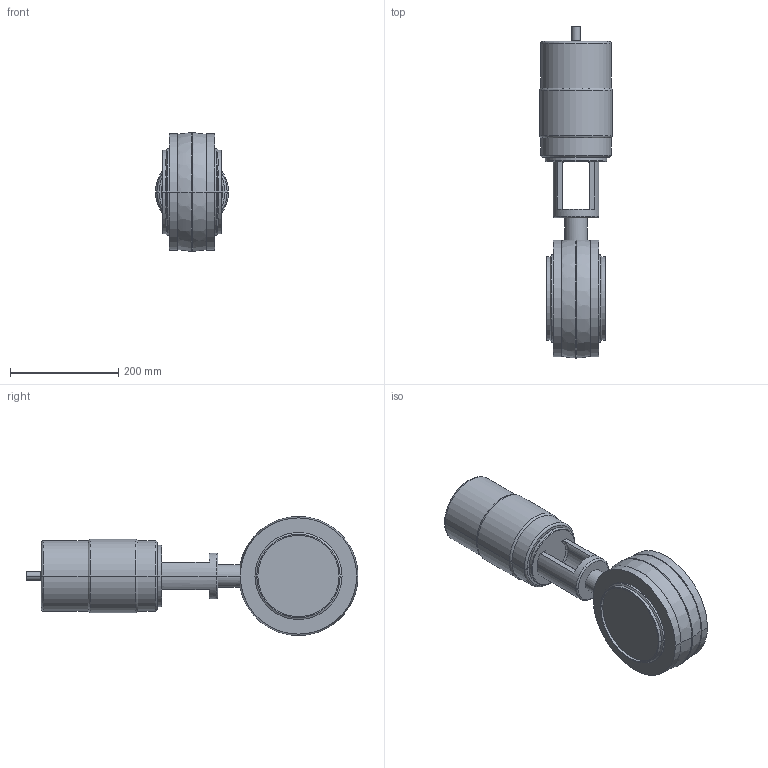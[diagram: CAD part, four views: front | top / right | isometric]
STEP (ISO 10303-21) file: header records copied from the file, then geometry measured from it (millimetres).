
FILE_DESCRIPTION(('OneSpaceDesigner STEP Export'),'2;1');
FILE_NAME('SVS1F-150-12S-DRAT-K125.stp','2007-05-29T10:53:31',(''),(''),'OneSpace Designer STEP processor for AP214 (Solid Model)','OneSpace Modeling 15.00 06-Feb-2007 (C) CoCreate Software GmbH','');
FILE_SCHEMA(('AUTOMOTIVE_DESIGN { 1 0 10303 214 1 1 1 1 }'));
Length unit declared in the file: millimetre
Products named in the file (2): SVS1F-150-12S-DRAT-K125; SVS1F-150-12S-DRAT-K125-vereint
Assembly tree (1 placements, depth 2):
  SVS1F-150-12S-DRAT-K125-vereint
    SVS1F-150-12S-DRAT-K125
Bounding box: 135 x 613.49 x 219.98 mm (x, y, z)
Volume: 6610366.2 mm3; surface area: 306739.5 mm2
Topology: 1 solids, 2 shells, 98 faces, 214 edges, 129 vertices
Faces by surface type: cylinder 38, torus 28, plane 22, cone 10
Entity records: 3724 total; most frequent: CARTESIAN_POINT 1817, ORIENTED_EDGE 428, DIRECTION 334, EDGE_CURVE 214, AXIS2_PLACEMENT_3D 138, VERTEX_POINT 129, EDGE_LOOP 111, FACE_OUTER_BOUND 98
